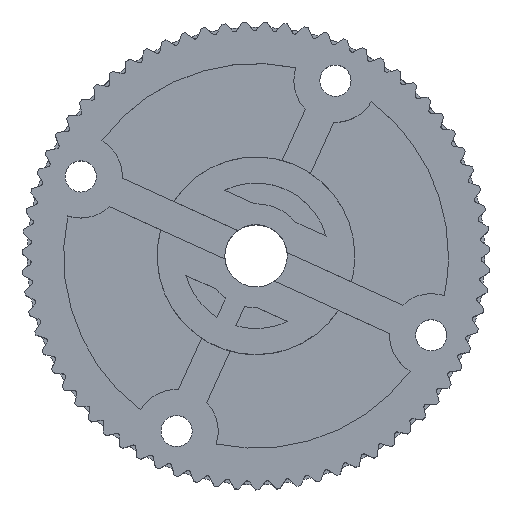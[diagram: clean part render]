
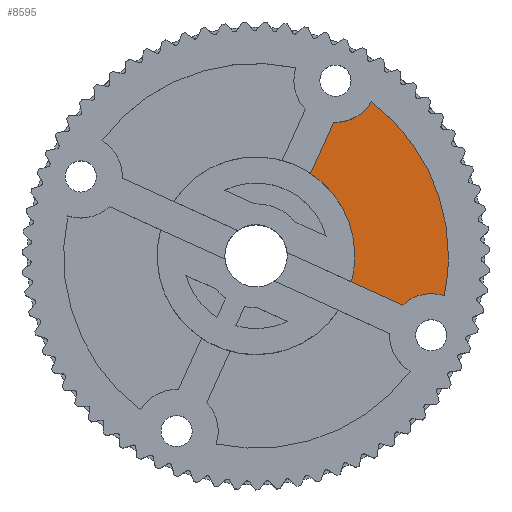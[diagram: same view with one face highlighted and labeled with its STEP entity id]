
A CAD part, top view. The second image highlights one B-rep face of the part: STEP entity #8595.
In plain terms, the highlighted planar face has unit normal (0, 0, 1).
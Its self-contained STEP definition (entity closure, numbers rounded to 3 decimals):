
#731 = ORIENTED_EDGE ( 'NONE', *, *, #19274, .T. ) ;
#750 = CARTESIAN_POINT ( 'NONE',  ( 7.638, 16.85, 7. ) ) ;
#766 = PLANE ( 'NONE',  #9090 ) ;
#883 = EDGE_CURVE ( 'NONE', #18021, #15662, #10816, .T. ) ;
#1337 = CARTESIAN_POINT ( 'NONE',  ( 0., 0., 7. ) ) ;
#1918 = DIRECTION ( 'NONE',  ( 0., 0., 1. ) ) ;
#2527 = DIRECTION ( 'NONE',  ( 1., 0., 0. ) ) ;
#2821 = DIRECTION ( 'NONE',  ( 1., 0., 0. ) ) ;
#3376 = CARTESIAN_POINT ( 'NONE',  ( 9.163, -2.507, 7. ) ) ;
#3723 = ORIENTED_EDGE ( 'NONE', *, *, #16021, .F. ) ;
#4267 = VERTEX_POINT ( 'NONE', #5469 ) ;
#4411 = DIRECTION ( 'NONE',  ( 0., 0., 1. ) ) ;
#4580 = VERTEX_POINT ( 'NONE', #20700 ) ;
#5469 = CARTESIAN_POINT ( 'NONE',  ( 7.473, 12.853, 7. ) ) ;
#5631 = DIRECTION ( 'NONE',  ( 1., 0., 0. ) ) ;
#5927 = CARTESIAN_POINT ( 'NONE',  ( 0., 0., 7. ) ) ;
#5969 = DIRECTION ( 'NONE',  ( 0., 0., 1. ) ) ;
#6124 = DIRECTION ( 'NONE',  ( 1., 0., 0. ) ) ;
#6156 = CIRCLE ( 'NONE', #21309, 9.5 ) ;
#6203 = DIRECTION ( 'NONE',  ( 0., 0., 1. ) ) ;
#7219 = ORIENTED_EDGE ( 'NONE', *, *, #8337, .F. ) ;
#7653 = DIRECTION ( 'NONE',  ( 1., 0., 0. ) ) ;
#7922 = CARTESIAN_POINT ( 'NONE',  ( 0., 0., 7. ) ) ;
#8240 = DIRECTION ( 'NONE',  ( 1., 0., 0. ) ) ;
#8337 = EDGE_CURVE ( 'NONE', #18021, #19642, #13039, .T. ) ;
#8595 = ADVANCED_FACE ( 'NONE', ( #16245 ), #766, .T. ) ;
#8782 = ORIENTED_EDGE ( 'NONE', *, *, #883, .T. ) ;
#8956 = VERTEX_POINT ( 'NONE', #10155 ) ;
#9090 = AXIS2_PLACEMENT_3D ( 'NONE', #10846, #5969, #5631 ) ;
#9967 = DIRECTION ( 'NONE',  ( -0.413, -0.911, 0. ) ) ;
#10155 = CARTESIAN_POINT ( 'NONE',  ( 5.239, 7.925, 7. ) ) ;
#10816 = LINE ( 'NONE', #14400, #21594 ) ;
#10846 = CARTESIAN_POINT ( 'NONE',  ( 4.792, -46.904, 7. ) ) ;
#10889 = DIRECTION ( 'NONE',  ( 0., 0., 1. ) ) ;
#10960 = AXIS2_PLACEMENT_3D ( 'NONE', #1337, #6203, #8240 ) ;
#11808 = AXIS2_PLACEMENT_3D ( 'NONE', #5927, #13163, #2527 ) ;
#12717 = EDGE_CURVE ( 'NONE', #14839, #4580, #13962, .T. ) ;
#12741 = AXIS2_PLACEMENT_3D ( 'NONE', #19098, #1918, #18882 ) ;
#13039 = CIRCLE ( 'NONE', #22051, 9.5 ) ;
#13163 = DIRECTION ( 'NONE',  ( 0., 0., 1. ) ) ;
#13329 = ORIENTED_EDGE ( 'NONE', *, *, #12717, .T. ) ;
#13962 = CIRCLE ( 'NONE', #11808, 18.5 ) ;
#14400 = CARTESIAN_POINT ( 'NONE',  ( 22.231, -8.43, 7. ) ) ;
#14818 = LINE ( 'NONE', #18431, #21394 ) ;
#14839 = VERTEX_POINT ( 'NONE', #17044 ) ;
#15117 = CARTESIAN_POINT ( 'NONE',  ( 9.5, 0., 7. ) ) ;
#15662 = VERTEX_POINT ( 'NONE', #16540 ) ;
#16021 = EDGE_CURVE ( 'NONE', #19642, #8956, #6156, .T. ) ;
#16245 = FACE_OUTER_BOUND ( 'NONE', #19067, .T. ) ;
#16506 = ORIENTED_EDGE ( 'NONE', *, *, #19446, .F. ) ;
#16540 = CARTESIAN_POINT ( 'NONE',  ( 14.092, -4.741, 7. ) ) ;
#17044 = CARTESIAN_POINT ( 'NONE',  ( 18.5, 0., 7. ) ) ;
#17427 = CIRCLE ( 'NONE', #12741, 4. ) ;
#18021 = VERTEX_POINT ( 'NONE', #3376 ) ;
#18129 = CARTESIAN_POINT ( 'NONE',  ( 18.098, -3.837, 7. ) ) ;
#18431 = CARTESIAN_POINT ( 'NONE',  ( -15.454, -37.726, 7. ) ) ;
#18700 = ORIENTED_EDGE ( 'NONE', *, *, #19933, .F. ) ;
#18882 = DIRECTION ( 'NONE',  ( 1., 0., 0. ) ) ;
#18904 = CIRCLE ( 'NONE', #20687, 4. ) ;
#19067 = EDGE_LOOP ( 'NONE', ( #16506, #21272, #13329, #18700, #731, #3723, #7219, #8782 ) ) ;
#19098 = CARTESIAN_POINT ( 'NONE',  ( 16.85, -7.638, 7. ) ) ;
#19128 = CARTESIAN_POINT ( 'NONE',  ( 0., 0., 7. ) ) ;
#19274 = EDGE_CURVE ( 'NONE', #4267, #8956, #14818, .T. ) ;
#19446 = EDGE_CURVE ( 'NONE', #21722, #15662, #17427, .T. ) ;
#19642 = VERTEX_POINT ( 'NONE', #15117 ) ;
#19704 = EDGE_CURVE ( 'NONE', #21722, #14839, #19980, .T. ) ;
#19933 = EDGE_CURVE ( 'NONE', #4267, #4580, #18904, .T. ) ;
#19980 = CIRCLE ( 'NONE', #10960, 18.5 ) ;
#20687 = AXIS2_PLACEMENT_3D ( 'NONE', #750, #20982, #7653 ) ;
#20700 = CARTESIAN_POINT ( 'NONE',  ( 11.081, 14.814, 7. ) ) ;
#20851 = DIRECTION ( 'NONE',  ( 0.911, -0.413, 0. ) ) ;
#20982 = DIRECTION ( 'NONE',  ( 0., 0., 1. ) ) ;
#21272 = ORIENTED_EDGE ( 'NONE', *, *, #19704, .T. ) ;
#21309 = AXIS2_PLACEMENT_3D ( 'NONE', #19128, #10889, #6124 ) ;
#21394 = VECTOR ( 'NONE', #9967, 1000. ) ;
#21594 = VECTOR ( 'NONE', #20851, 1000. ) ;
#21722 = VERTEX_POINT ( 'NONE', #18129 ) ;
#22051 = AXIS2_PLACEMENT_3D ( 'NONE', #7922, #4411, #2821 ) ;
